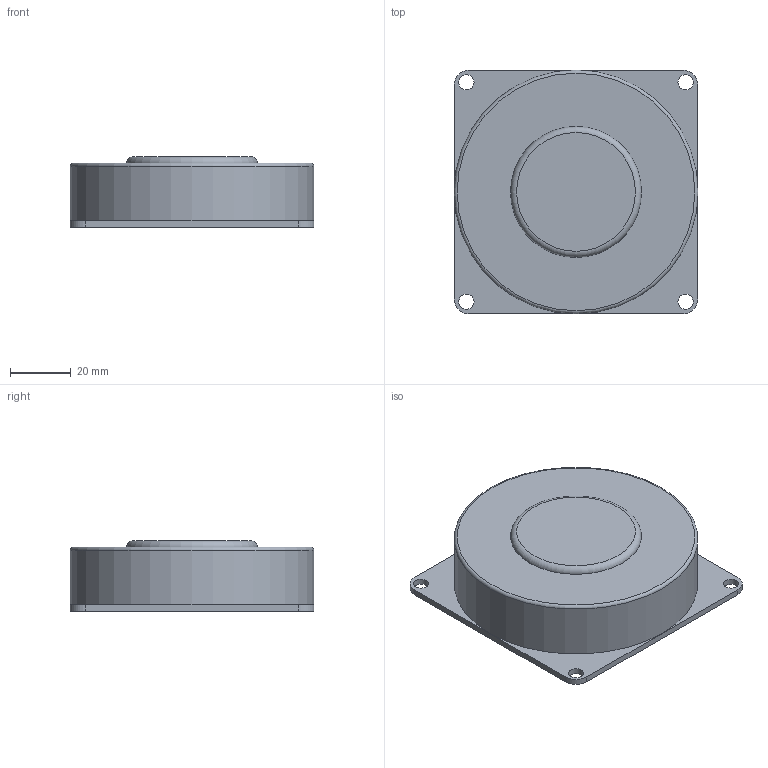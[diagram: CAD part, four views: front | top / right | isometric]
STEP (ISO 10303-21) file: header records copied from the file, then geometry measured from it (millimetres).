
FILE_DESCRIPTION (( 'STEP AP203' ), '1' );
FILE_NAME ('Visaton_EX_80_S.STEP', '2026-01-20T11:21:55', ( '' ), ( '' ), 'SwSTEP 2.0', 'SolidWorks 2024', '' );
FILE_SCHEMA (( 'CONFIG_CONTROL_DESIGN' ));
Length unit declared in the file: millimetre
Products named in the file (1): Visaton_EX_80_S
Bounding box: 80 x 80 x 23 mm (x, y, z)
Volume: 110841.6 mm3; surface area: 18167.8 mm2
Topology: 1 solids, 1 shells, 22 faces, 51 edges, 32 vertices
Faces by surface type: plane 11, cylinder 9, torus 2
Full cylindrical faces by diameter (mm): 5 x4, 80 x1
Entity records: 687 total; most frequent: DIRECTION 114, CARTESIAN_POINT 99, ORIENTED_EDGE 88, AXIS2_PLACEMENT_3D 47, EDGE_CURVE 44, EDGE_LOOP 38, VERTEX_POINT 32, FACE_OUTER_BOUND 29
